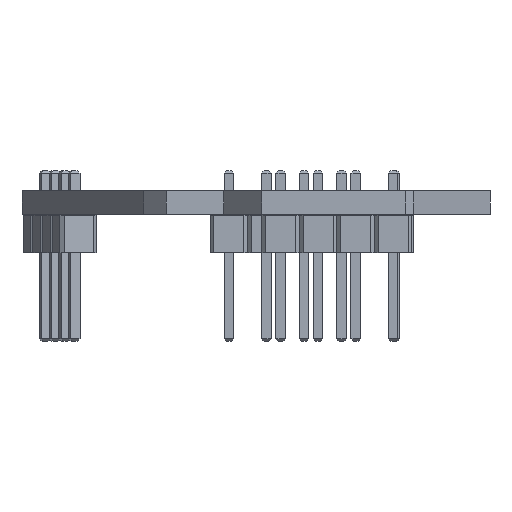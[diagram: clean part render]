
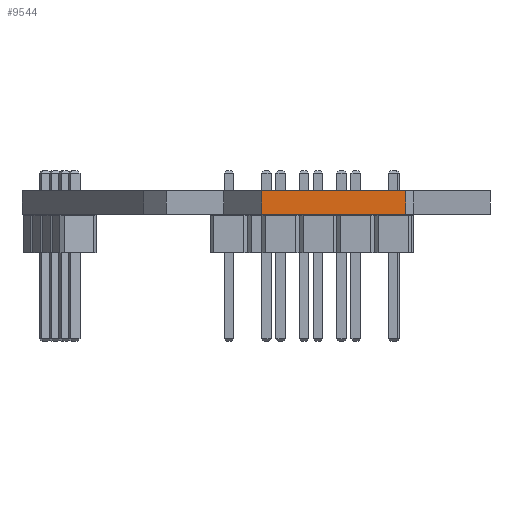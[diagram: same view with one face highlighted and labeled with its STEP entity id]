
A CAD part, left-side view. The second image highlights one B-rep face of the part: STEP entity #9544.
In plain terms, the highlighted planar face has unit normal (-1, 0, 0).
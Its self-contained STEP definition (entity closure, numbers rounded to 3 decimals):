
#6478 = PLANE('',#6479);
#6479 = AXIS2_PLACEMENT_3D('',#6480,#6481,#6482);
#6480 = CARTESIAN_POINT('',(-163.345,-466.941,0.));
#6481 = DIRECTION('',(0.714,0.7,0.));
#6482 = DIRECTION('',(0.7,-0.714,0.));
#6506 = PLANE('',#6507);
#6507 = AXIS2_PLACEMENT_3D('',#6508,#6509,#6510);
#6508 = CARTESIAN_POINT('',(-133.212,-458.803,1.6));
#6509 = DIRECTION('',(0.,0.,1.));
#6510 = DIRECTION('',(1.,0.,0.));
#6560 = PLANE('',#6561);
#6561 = AXIS2_PLACEMENT_3D('',#6562,#6563,#6564);
#6562 = CARTESIAN_POINT('',(-133.212,-458.803,0.));
#6563 = DIRECTION('',(0.,0.,1.));
#6564 = DIRECTION('',(1.,0.,0.));
#6575 = EDGE_CURVE('',#6576,#6578,#6580,.T.);
#6576 = VERTEX_POINT('',#6577);
#6577 = CARTESIAN_POINT('',(-163.345,-466.941,0.));
#6578 = VERTEX_POINT('',#6579);
#6579 = CARTESIAN_POINT('',(-163.345,-466.941,1.6));
#6580 = SURFACE_CURVE('',#6581,(#6585,#6592),.PCURVE_S1.);
#6581 = LINE('',#6582,#6583);
#6582 = CARTESIAN_POINT('',(-163.345,-466.941,0.));
#6583 = VECTOR('',#6584,1.);
#6584 = DIRECTION('',(0.,0.,1.));
#6585 = PCURVE('',#6478,#6586);
#6586 = DEFINITIONAL_REPRESENTATION('',(#6587),#6591);
#6587 = LINE('',#6588,#6589);
#6588 = CARTESIAN_POINT('',(0.,0.));
#6589 = VECTOR('',#6590,1.);
#6590 = DIRECTION('',(0.,-1.));
#6591 = ( GEOMETRIC_REPRESENTATION_CONTEXT(2) 
PARAMETRIC_REPRESENTATION_CONTEXT() REPRESENTATION_CONTEXT('2D SPACE',''
  ) );
#6592 = PCURVE('',#6593,#6598);
#6593 = PLANE('',#6594);
#6594 = AXIS2_PLACEMENT_3D('',#6595,#6596,#6597);
#6595 = CARTESIAN_POINT('',(-163.341,-457.208,0.));
#6596 = DIRECTION('',(1.,0.,0.));
#6597 = DIRECTION('',(0.,-1.,0.));
#6598 = DEFINITIONAL_REPRESENTATION('',(#6599),#6603);
#6599 = LINE('',#6600,#6601);
#6600 = CARTESIAN_POINT('',(9.732,0.));
#6601 = VECTOR('',#6602,1.);
#6602 = DIRECTION('',(0.,-1.));
#6603 = ( GEOMETRIC_REPRESENTATION_CONTEXT(2) 
PARAMETRIC_REPRESENTATION_CONTEXT() REPRESENTATION_CONTEXT('2D SPACE',''
  ) );
#7061 = VERTEX_POINT('',#7062);
#7062 = CARTESIAN_POINT('',(-163.341,-457.208,0.));
#7076 = PLANE('',#7077);
#7077 = AXIS2_PLACEMENT_3D('',#7078,#7079,#7080);
#7078 = CARTESIAN_POINT('',(-160.289,-454.646,0.));
#7079 = DIRECTION('',(0.643,-0.766,0.));
#7080 = DIRECTION('',(-0.766,-0.643,0.));
#7088 = EDGE_CURVE('',#7061,#6576,#7089,.T.);
#7089 = SURFACE_CURVE('',#7090,(#7094,#7101),.PCURVE_S1.);
#7090 = LINE('',#7091,#7092);
#7091 = CARTESIAN_POINT('',(-163.341,-457.208,0.));
#7092 = VECTOR('',#7093,1.);
#7093 = DIRECTION('',(0.,-1.,0.));
#7094 = PCURVE('',#6560,#7095);
#7095 = DEFINITIONAL_REPRESENTATION('',(#7096),#7100);
#7096 = LINE('',#7097,#7098);
#7097 = CARTESIAN_POINT('',(-30.129,1.594));
#7098 = VECTOR('',#7099,1.);
#7099 = DIRECTION('',(0.,-1.));
#7100 = ( GEOMETRIC_REPRESENTATION_CONTEXT(2) 
PARAMETRIC_REPRESENTATION_CONTEXT() REPRESENTATION_CONTEXT('2D SPACE',''
  ) );
#7101 = PCURVE('',#6593,#7102);
#7102 = DEFINITIONAL_REPRESENTATION('',(#7103),#7107);
#7103 = LINE('',#7104,#7105);
#7104 = CARTESIAN_POINT('',(0.,0.));
#7105 = VECTOR('',#7106,1.);
#7106 = DIRECTION('',(1.,0.));
#7107 = ( GEOMETRIC_REPRESENTATION_CONTEXT(2) 
PARAMETRIC_REPRESENTATION_CONTEXT() REPRESENTATION_CONTEXT('2D SPACE',''
  ) );
#8539 = VERTEX_POINT('',#8540);
#8540 = CARTESIAN_POINT('',(-163.341,-457.208,1.6));
#8561 = EDGE_CURVE('',#8539,#6578,#8562,.T.);
#8562 = SURFACE_CURVE('',#8563,(#8567,#8574),.PCURVE_S1.);
#8563 = LINE('',#8564,#8565);
#8564 = CARTESIAN_POINT('',(-163.341,-457.208,1.6));
#8565 = VECTOR('',#8566,1.);
#8566 = DIRECTION('',(0.,-1.,0.));
#8567 = PCURVE('',#6506,#8568);
#8568 = DEFINITIONAL_REPRESENTATION('',(#8569),#8573);
#8569 = LINE('',#8570,#8571);
#8570 = CARTESIAN_POINT('',(-30.129,1.594));
#8571 = VECTOR('',#8572,1.);
#8572 = DIRECTION('',(0.,-1.));
#8573 = ( GEOMETRIC_REPRESENTATION_CONTEXT(2) 
PARAMETRIC_REPRESENTATION_CONTEXT() REPRESENTATION_CONTEXT('2D SPACE',''
  ) );
#8574 = PCURVE('',#6593,#8575);
#8575 = DEFINITIONAL_REPRESENTATION('',(#8576),#8580);
#8576 = LINE('',#8577,#8578);
#8577 = CARTESIAN_POINT('',(0.,-1.6));
#8578 = VECTOR('',#8579,1.);
#8579 = DIRECTION('',(1.,0.));
#8580 = ( GEOMETRIC_REPRESENTATION_CONTEXT(2) 
PARAMETRIC_REPRESENTATION_CONTEXT() REPRESENTATION_CONTEXT('2D SPACE',''
  ) );
#9544 = ADVANCED_FACE('',(#9545),#6593,.F.);
#9545 = FACE_BOUND('',#9546,.F.);
#9546 = EDGE_LOOP('',(#9547,#9568,#9569,#9570));
#9547 = ORIENTED_EDGE('',*,*,#9548,.T.);
#9548 = EDGE_CURVE('',#7061,#8539,#9549,.T.);
#9549 = SURFACE_CURVE('',#9550,(#9554,#9561),.PCURVE_S1.);
#9550 = LINE('',#9551,#9552);
#9551 = CARTESIAN_POINT('',(-163.341,-457.208,0.));
#9552 = VECTOR('',#9553,1.);
#9553 = DIRECTION('',(0.,0.,1.));
#9554 = PCURVE('',#6593,#9555);
#9555 = DEFINITIONAL_REPRESENTATION('',(#9556),#9560);
#9556 = LINE('',#9557,#9558);
#9557 = CARTESIAN_POINT('',(0.,0.));
#9558 = VECTOR('',#9559,1.);
#9559 = DIRECTION('',(0.,-1.));
#9560 = ( GEOMETRIC_REPRESENTATION_CONTEXT(2) 
PARAMETRIC_REPRESENTATION_CONTEXT() REPRESENTATION_CONTEXT('2D SPACE',''
  ) );
#9561 = PCURVE('',#7076,#9562);
#9562 = DEFINITIONAL_REPRESENTATION('',(#9563),#9567);
#9563 = LINE('',#9564,#9565);
#9564 = CARTESIAN_POINT('',(3.986,0.));
#9565 = VECTOR('',#9566,1.);
#9566 = DIRECTION('',(0.,-1.));
#9567 = ( GEOMETRIC_REPRESENTATION_CONTEXT(2) 
PARAMETRIC_REPRESENTATION_CONTEXT() REPRESENTATION_CONTEXT('2D SPACE',''
  ) );
#9568 = ORIENTED_EDGE('',*,*,#8561,.T.);
#9569 = ORIENTED_EDGE('',*,*,#6575,.F.);
#9570 = ORIENTED_EDGE('',*,*,#7088,.F.);
